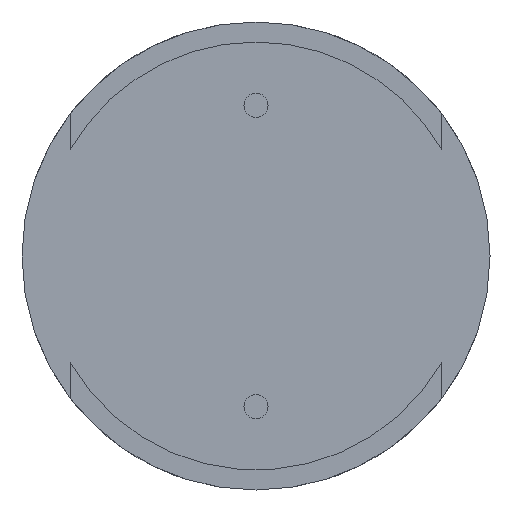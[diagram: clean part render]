
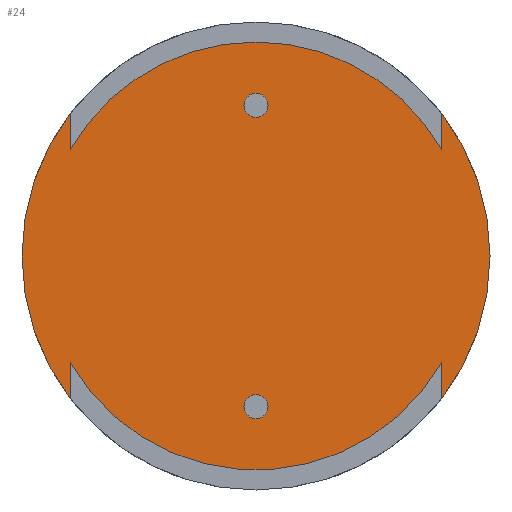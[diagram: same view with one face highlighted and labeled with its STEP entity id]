
A CAD part, front view. The second image highlights one B-rep face of the part: STEP entity #24.
In plain terms, the highlighted planar face has unit normal (0, -1, 0).
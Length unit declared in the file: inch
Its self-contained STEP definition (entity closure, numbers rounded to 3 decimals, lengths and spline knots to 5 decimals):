
#1 = ORIENTED_EDGE ( 'NONE', *, *, #6, .F. ) ;
#2 = VERTEX_POINT ( 'NONE', #208 ) ;
#3 = ORIENTED_EDGE ( 'NONE', *, *, #4, .F. ) ;
#4 = EDGE_CURVE ( 'NONE', #15, #2, #261, .T. ) ;
#5 = EDGE_CURVE ( 'NONE', #191, #45, #256, .T. ) ;
#6 = EDGE_CURVE ( 'NONE', #315, #15, #251, .T. ) ;
#9 = EDGE_CURVE ( 'NONE', #12, #10, #297, .T. ) ;
#10 = VERTEX_POINT ( 'NONE', #298 ) ;
#11 = ORIENTED_EDGE ( 'NONE', *, *, #88, .F. ) ;
#12 = VERTEX_POINT ( 'NONE', #111 ) ;
#13 = EDGE_CURVE ( 'NONE', #14, #52, #110, .T. ) ;
#14 = VERTEX_POINT ( 'NONE', #105 ) ;
#15 = VERTEX_POINT ( 'NONE', #104 ) ;
#24 = ADVANCED_FACE ( 'NONE', ( #131, #130, #129 ), #128, .F. ) ;
#37 = ORIENTED_EDGE ( 'NONE', *, *, #9, .F. ) ;
#38 = EDGE_LOOP ( 'NONE', ( #3, #1, #69, #46, #47, #50, #53, #59, #62 ) ) ;
#45 = VERTEX_POINT ( 'NONE', #158 ) ;
#46 = ORIENTED_EDGE ( 'NONE', *, *, #5, .F. ) ;
#47 = ORIENTED_EDGE ( 'NONE', *, *, #48, .F. ) ;
#48 = EDGE_CURVE ( 'NONE', #49, #191, #157, .T. ) ;
#49 = VERTEX_POINT ( 'NONE', #152 ) ;
#50 = ORIENTED_EDGE ( 'NONE', *, *, #51, .F. ) ;
#51 = EDGE_CURVE ( 'NONE', #52, #49, #151, .T. ) ;
#52 = VERTEX_POINT ( 'NONE', #489 ) ;
#53 = ORIENTED_EDGE ( 'NONE', *, *, #13, .F. ) ;
#54 = EDGE_LOOP ( 'NONE', ( #55, #37 ) ) ;
#55 = ORIENTED_EDGE ( 'NONE', *, *, #56, .F. ) ;
#56 = EDGE_CURVE ( 'NONE', #10, #12, #444, .T. ) ;
#59 = ORIENTED_EDGE ( 'NONE', *, *, #60, .F. ) ;
#60 = EDGE_CURVE ( 'NONE', #61, #14, #445, .T. ) ;
#61 = VERTEX_POINT ( 'NONE', #433 ) ;
#62 = ORIENTED_EDGE ( 'NONE', *, *, #63, .F. ) ;
#63 = EDGE_CURVE ( 'NONE', #2, #61, #383, .T. ) ;
#64 = EDGE_LOOP ( 'NONE', ( #65, #11 ) ) ;
#65 = ORIENTED_EDGE ( 'NONE', *, *, #66, .F. ) ;
#66 = EDGE_CURVE ( 'NONE', #89, #86, #487, .T. ) ;
#69 = ORIENTED_EDGE ( 'NONE', *, *, #70, .F. ) ;
#70 = EDGE_CURVE ( 'NONE', #45, #315, #519, .T. ) ;
#86 = VERTEX_POINT ( 'NONE', #366 ) ;
#88 = EDGE_CURVE ( 'NONE', #86, #89, #365, .T. ) ;
#89 = VERTEX_POINT ( 'NONE', #360 ) ;
#104 = CARTESIAN_POINT ( 'NONE',  ( 0.185, 0., -0.14165 ) ) ;
#105 = CARTESIAN_POINT ( 'NONE',  ( -0.185, 0., -0.14165 ) ) ;
#106 = DIRECTION ( 'NONE',  ( 0., 0., 1. ) ) ;
#107 = DIRECTION ( 'NONE',  ( 0., 1., 0. ) ) ;
#108 = CARTESIAN_POINT ( 'NONE',  ( 0., 0., 0. ) ) ;
#109 = AXIS2_PLACEMENT_3D ( 'NONE', #108, #107, #106 ) ;
#110 = CIRCLE ( 'NONE', #109, 0.233 ) ;
#111 = CARTESIAN_POINT ( 'NONE',  ( 0., 0., 0.138 ) ) ;
#123 = DIRECTION ( 'NONE',  ( 0., 0., 1. ) ) ;
#124 = DIRECTION ( 'NONE',  ( 0., 1., 0. ) ) ;
#125 = AXIS2_PLACEMENT_3D ( 'NONE', #127, #124, #123 ) ;
#127 = CARTESIAN_POINT ( 'NONE',  ( 0., 0., 0. ) ) ;
#128 = PLANE ( 'NONE',  #125 ) ;
#129 = FACE_BOUND ( 'NONE', #64, .T. ) ;
#130 = FACE_OUTER_BOUND ( 'NONE', #38, .T. ) ;
#131 = FACE_BOUND ( 'NONE', #54, .T. ) ;
#148 = DIRECTION ( 'NONE',  ( 0., 0., -1. ) ) ;
#149 = VECTOR ( 'NONE', #148, 39.37008 ) ;
#150 = CARTESIAN_POINT ( 'NONE',  ( -0.185, 0., 0.14165 ) ) ;
#151 = LINE ( 'NONE', #150, #149 ) ;
#152 = CARTESIAN_POINT ( 'NONE',  ( -0.185, 0., 0.10557 ) ) ;
#153 = DIRECTION ( 'NONE',  ( 0., 0., -1. ) ) ;
#154 = DIRECTION ( 'NONE',  ( 0., 1., 0. ) ) ;
#155 = CARTESIAN_POINT ( 'NONE',  ( 0., 0., 0. ) ) ;
#156 = AXIS2_PLACEMENT_3D ( 'NONE', #155, #154, #153 ) ;
#157 = CIRCLE ( 'NONE', #156, 0.213 ) ;
#158 = CARTESIAN_POINT ( 'NONE',  ( 0.185, 0., 0.10557 ) ) ;
#191 = VERTEX_POINT ( 'NONE', #634 ) ;
#208 = CARTESIAN_POINT ( 'NONE',  ( 0.185, 0., -0.10557 ) ) ;
#251 = CIRCLE ( 'NONE', #301, 0.233 ) ;
#252 = DIRECTION ( 'NONE',  ( 0., 0., -1. ) ) ;
#253 = DIRECTION ( 'NONE',  ( 0., 1., 0. ) ) ;
#254 = CARTESIAN_POINT ( 'NONE',  ( 0., 0., 0. ) ) ;
#255 = AXIS2_PLACEMENT_3D ( 'NONE', #254, #253, #252 ) ;
#256 = CIRCLE ( 'NONE', #255, 0.213 ) ;
#257 = CARTESIAN_POINT ( 'NONE',  ( 0., 0., 0. ) ) ;
#258 = DIRECTION ( 'NONE',  ( 0., 0., 1. ) ) ;
#259 = VECTOR ( 'NONE', #258, 39.37008 ) ;
#260 = CARTESIAN_POINT ( 'NONE',  ( 0.185, 0., -0.10557 ) ) ;
#261 = LINE ( 'NONE', #260, #259 ) ;
#294 = DIRECTION ( 'NONE',  ( 0., 0., 1. ) ) ;
#295 = DIRECTION ( 'NONE',  ( 0., -1., 0. ) ) ;
#296 = AXIS2_PLACEMENT_3D ( 'NONE', #302, #295, #294 ) ;
#297 = CIRCLE ( 'NONE', #296, 0.012 ) ;
#298 = CARTESIAN_POINT ( 'NONE',  ( 0., 0., 0.162 ) ) ;
#299 = DIRECTION ( 'NONE',  ( 0., 0., 1. ) ) ;
#300 = DIRECTION ( 'NONE',  ( 0., 1., 0. ) ) ;
#301 = AXIS2_PLACEMENT_3D ( 'NONE', #257, #300, #299 ) ;
#302 = CARTESIAN_POINT ( 'NONE',  ( 0., 0., 0.15 ) ) ;
#315 = VERTEX_POINT ( 'NONE', #641 ) ;
#360 = CARTESIAN_POINT ( 'NONE',  ( 0., 0., -0.138 ) ) ;
#361 = DIRECTION ( 'NONE',  ( 0., 0., 1. ) ) ;
#362 = DIRECTION ( 'NONE',  ( 0., -1., 0. ) ) ;
#363 = CARTESIAN_POINT ( 'NONE',  ( 0., 0., -0.15 ) ) ;
#364 = AXIS2_PLACEMENT_3D ( 'NONE', #363, #362, #361 ) ;
#365 = CIRCLE ( 'NONE', #364, 0.012 ) ;
#366 = CARTESIAN_POINT ( 'NONE',  ( 0., 0., -0.162 ) ) ;
#379 = DIRECTION ( 'NONE',  ( 0., 0., -1. ) ) ;
#380 = DIRECTION ( 'NONE',  ( 0., 1., 0. ) ) ;
#381 = CARTESIAN_POINT ( 'NONE',  ( 0., 0., 0. ) ) ;
#382 = AXIS2_PLACEMENT_3D ( 'NONE', #381, #380, #379 ) ;
#383 = CIRCLE ( 'NONE', #382, 0.213 ) ;
#384 = CARTESIAN_POINT ( 'NONE',  ( 0., 0., -0.15 ) ) ;
#433 = CARTESIAN_POINT ( 'NONE',  ( -0.185, 0., -0.10557 ) ) ;
#434 = DIRECTION ( 'NONE',  ( 0., 0., -1. ) ) ;
#440 = DIRECTION ( 'NONE',  ( 0., 0., 1. ) ) ;
#441 = DIRECTION ( 'NONE',  ( 0., -1., 0. ) ) ;
#442 = CARTESIAN_POINT ( 'NONE',  ( 0., 0., 0.15 ) ) ;
#443 = AXIS2_PLACEMENT_3D ( 'NONE', #442, #441, #440 ) ;
#444 = CIRCLE ( 'NONE', #443, 0.012 ) ;
#445 = LINE ( 'NONE', #457, #456 ) ;
#456 = VECTOR ( 'NONE', #434, 39.37008 ) ;
#457 = CARTESIAN_POINT ( 'NONE',  ( -0.185, 0., -0.10557 ) ) ;
#484 = DIRECTION ( 'NONE',  ( 0., 0., 1. ) ) ;
#485 = DIRECTION ( 'NONE',  ( 0., -1., 0. ) ) ;
#486 = AXIS2_PLACEMENT_3D ( 'NONE', #384, #485, #484 ) ;
#487 = CIRCLE ( 'NONE', #486, 0.012 ) ;
#489 = CARTESIAN_POINT ( 'NONE',  ( -0.185, 0., 0.14165 ) ) ;
#516 = DIRECTION ( 'NONE',  ( 0., 0., 1. ) ) ;
#517 = VECTOR ( 'NONE', #516, 39.37008 ) ;
#518 = CARTESIAN_POINT ( 'NONE',  ( 0.185, 0., 0.14165 ) ) ;
#519 = LINE ( 'NONE', #518, #517 ) ;
#634 = CARTESIAN_POINT ( 'NONE',  ( 0., 0., 0.213 ) ) ;
#641 = CARTESIAN_POINT ( 'NONE',  ( 0.185, 0., 0.14165 ) ) ;
